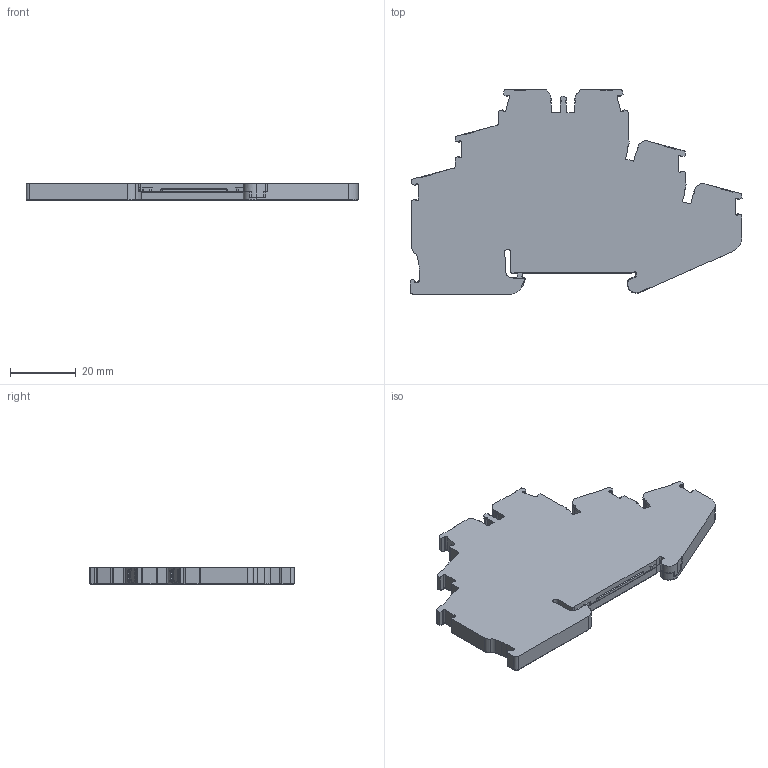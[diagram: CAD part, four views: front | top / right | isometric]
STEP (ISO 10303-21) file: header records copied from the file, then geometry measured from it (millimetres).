
FILE_DESCRIPTION (( 'STEP AP203' ), '1' );
FILE_NAME ('KN-PT25-1-1-GND-25.step', '2025-04-29T14:35:02', ( '' ), ( '' ), 'SwSTEP 2.0', 'SolidWorks 2024', '' );
FILE_SCHEMA (( 'CONFIG_CONTROL_DESIGN' ));
Length unit declared in the file: inch
Products named in the file (1): KN-PT25-1-1-GND-25
Bounding box: 101.03 x 62.11 x 5.15 mm (x, y, z)
Volume: 22821 mm3; surface area: 12369.5 mm2
Topology: 8 solids, 8 shells, 1470 faces, 4281 edges, 2816 vertices
Faces by surface type: plane 670, cylinder 651, bspline 83, torus 46, cone 20
Entity records: 51703 total; most frequent: CARTESIAN_POINT 14470, ORIENTED_EDGE 8514, DIRECTION 6898, EDGE_CURVE 4257, VERTEX_POINT 2816, LINE 2382, VECTOR 2382, AXIS2_PLACEMENT_3D 2258
